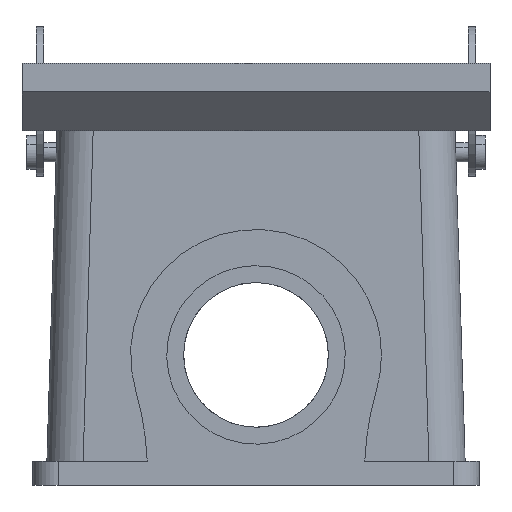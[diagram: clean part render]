
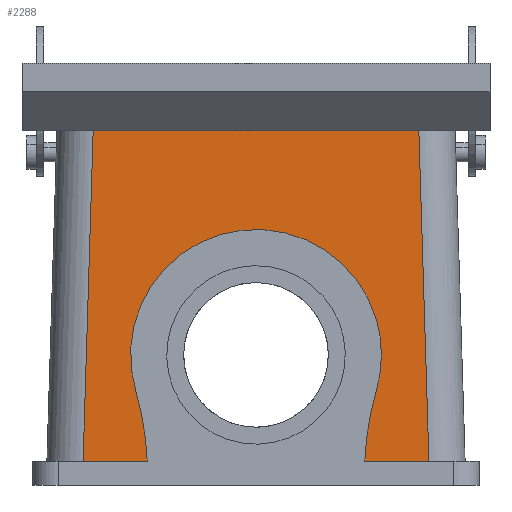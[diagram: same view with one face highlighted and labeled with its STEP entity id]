
A CAD part, front view. The second image highlights one B-rep face of the part: STEP entity #2288.
In plain terms, the highlighted planar face has unit normal (0, -1, 0).
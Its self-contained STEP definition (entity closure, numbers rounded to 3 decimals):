
#2244=AXIS2_PLACEMENT_3D('Plane Axis2P3D',#2241,#2242,#2243) ;
#2253=AXIS2_PLACEMENT_3D('Circle Axis2P3D',#2251,#2252,$) ;
#2260=AXIS2_PLACEMENT_3D('Circle Axis2P3D',#2258,#2259,$) ;
#2267=AXIS2_PLACEMENT_3D('Circle Axis2P3D',#2265,#2266,$) ;
#2274=AXIS2_PLACEMENT_3D('Circle Axis2P3D',#2272,#2273,$) ;
#855=CARTESIAN_POINT('Vertex',(84.339,19.5,5.)) ;
#858=CARTESIAN_POINT('Line Origine',(77.691,19.5,5.)) ;
#862=CARTESIAN_POINT('Vertex',(71.044,19.5,5.)) ;
#1131=CARTESIAN_POINT('Vertex',(25.956,19.5,5.)) ;
#1134=CARTESIAN_POINT('Line Origine',(19.309,19.5,5.)) ;
#1138=CARTESIAN_POINT('Vertex',(12.661,19.5,5.)) ;
#1651=CARTESIAN_POINT('Line Origine',(48.5,19.5,73.5)) ;
#1655=CARTESIAN_POINT('Vertex',(14.753,19.5,73.5)) ;
#1657=CARTESIAN_POINT('Vertex',(82.247,19.5,73.5)) ;
#2229=CARTESIAN_POINT('Line Origine',(83.342,19.5,37.635)) ;
#2241=CARTESIAN_POINT('Axis2P3D Location',(7.25,19.5,73.5)) ;
#2246=CARTESIAN_POINT('Line Origine',(13.707,19.5,39.25)) ;
#2251=CARTESIAN_POINT('Axis2P3D Location',(-34.,19.5,2.715)) ;
#2255=CARTESIAN_POINT('Vertex',(23.558,19.5,19.658)) ;
#2258=CARTESIAN_POINT('Axis2P3D Location',(48.5,19.5,27.)) ;
#2262=CARTESIAN_POINT('Vertex',(73.442,19.5,34.342)) ;
#2265=CARTESIAN_POINT('Axis2P3D Location',(48.5,19.5,27.)) ;
#2269=CARTESIAN_POINT('Vertex',(73.442,19.5,19.658)) ;
#2272=CARTESIAN_POINT('Axis2P3D Location',(131.,19.5,2.715)) ;
#859=DIRECTION('Vector Direction',(1.,0.,0.)) ;
#1135=DIRECTION('Vector Direction',(1.,0.,0.)) ;
#1652=DIRECTION('Vector Direction',(1.,0.,0.)) ;
#2230=DIRECTION('Vector Direction',(-0.031,0.,1.)) ;
#2242=DIRECTION('Axis2P3D Direction',(0.,1.,0.)) ;
#2243=DIRECTION('Axis2P3D XDirection',(1.,0.,0.)) ;
#2247=DIRECTION('Vector Direction',(0.031,0.,1.)) ;
#2252=DIRECTION('Axis2P3D Direction',(0.,1.,0.)) ;
#2259=DIRECTION('Axis2P3D Direction',(0.,1.,0.)) ;
#2266=DIRECTION('Axis2P3D Direction',(0.,1.,0.)) ;
#2273=DIRECTION('Axis2P3D Direction',(0.,1.,0.)) ;
#860=VECTOR('Line Direction',#859,1.) ;
#1136=VECTOR('Line Direction',#1135,1.) ;
#1653=VECTOR('Line Direction',#1652,1.) ;
#2231=VECTOR('Line Direction',#2230,1.) ;
#2248=VECTOR('Line Direction',#2247,1.) ;
#2278=ORIENTED_EDGE('',*,*,#2233,.T.) ;
#2279=ORIENTED_EDGE('',*,*,#1659,.F.) ;
#2280=ORIENTED_EDGE('',*,*,#2250,.T.) ;
#2281=ORIENTED_EDGE('',*,*,#1140,.T.) ;
#2282=ORIENTED_EDGE('',*,*,#2257,.F.) ;
#2283=ORIENTED_EDGE('',*,*,#2264,.T.) ;
#2284=ORIENTED_EDGE('',*,*,#2271,.T.) ;
#2285=ORIENTED_EDGE('',*,*,#2276,.F.) ;
#2286=ORIENTED_EDGE('',*,*,#864,.T.) ;
#2288=ADVANCED_FACE('Housing',(#2287),#2245,.F.) ;
#2254=CIRCLE('generated circle',#2253,60.) ;
#2261=CIRCLE('generated circle',#2260,26.) ;
#2268=CIRCLE('generated circle',#2267,26.) ;
#2275=CIRCLE('generated circle',#2274,60.) ;
#864=EDGE_CURVE('',#863,#856,#861,.T.) ;
#1140=EDGE_CURVE('',#1139,#1132,#1137,.T.) ;
#1659=EDGE_CURVE('',#1656,#1658,#1654,.T.) ;
#2233=EDGE_CURVE('',#856,#1658,#2232,.T.) ;
#2250=EDGE_CURVE('',#1656,#1139,#2249,.F.) ;
#2257=EDGE_CURVE('',#2256,#1132,#2254,.T.) ;
#2264=EDGE_CURVE('',#2256,#2263,#2261,.T.) ;
#2271=EDGE_CURVE('',#2263,#2270,#2268,.T.) ;
#2276=EDGE_CURVE('',#863,#2270,#2275,.T.) ;
#2277=EDGE_LOOP('',(#2278,#2279,#2280,#2281,#2282,#2283,#2284,#2285,#2286)) ;
#2287=FACE_OUTER_BOUND('',#2277,.T.) ;
#861=LINE('Line',#858,#860) ;
#1137=LINE('Line',#1134,#1136) ;
#1654=LINE('Line',#1651,#1653) ;
#2232=LINE('Line',#2229,#2231) ;
#2249=LINE('Line',#2246,#2248) ;
#2245=PLANE('',#2244) ;
#856=VERTEX_POINT('',#855) ;
#863=VERTEX_POINT('',#862) ;
#1132=VERTEX_POINT('',#1131) ;
#1139=VERTEX_POINT('',#1138) ;
#1656=VERTEX_POINT('',#1655) ;
#1658=VERTEX_POINT('',#1657) ;
#2256=VERTEX_POINT('',#2255) ;
#2263=VERTEX_POINT('',#2262) ;
#2270=VERTEX_POINT('',#2269) ;
